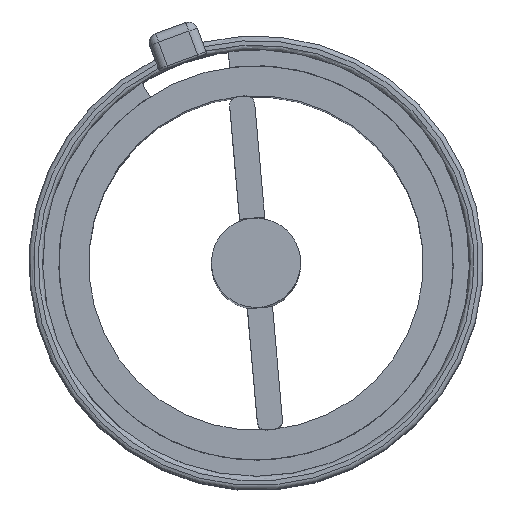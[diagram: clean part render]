
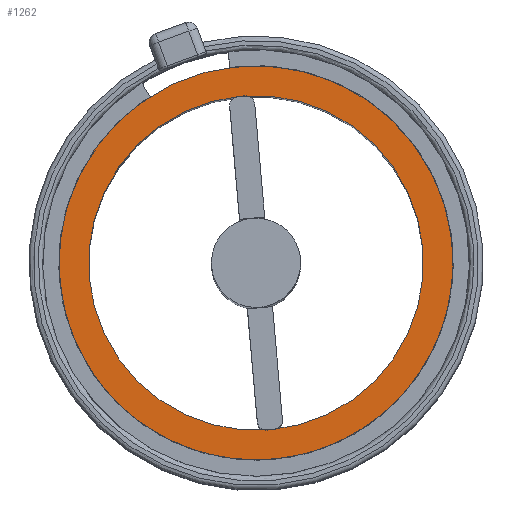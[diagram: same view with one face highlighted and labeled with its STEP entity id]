
A CAD part, top view. The second image highlights one B-rep face of the part: STEP entity #1262.
In plain terms, the highlighted planar face has unit normal (0, 0, 1).
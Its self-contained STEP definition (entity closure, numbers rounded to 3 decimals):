
#449=PLANE('',#1502);
#803=ORIENTED_EDGE('',*,*,#925,.T.);
#804=ORIENTED_EDGE('',*,*,#927,.F.);
#925=EDGE_CURVE('',#1001,#1001,#1051,.T.);
#927=EDGE_CURVE('',#1003,#1003,#1053,.T.);
#1001=VERTEX_POINT('',#2421);
#1003=VERTEX_POINT('',#2426);
#1051=CIRCLE('',#1497,21.5);
#1053=CIRCLE('',#1500,18.25);
#1115=EDGE_LOOP('',(#803));
#1116=EDGE_LOOP('',(#804));
#1179=FACE_BOUND('',#1115,.T.);
#1180=FACE_BOUND('',#1116,.T.);
#1262=ADVANCED_FACE('',(#1179,#1180),#449,.T.);
#1497=AXIS2_PLACEMENT_3D('',#2420,#1941,#1942);
#1500=AXIS2_PLACEMENT_3D('',#2425,#1947,#1948);
#1502=AXIS2_PLACEMENT_3D('',#2429,#1951,#1952);
#1941=DIRECTION('',(0.,0.,1.));
#1942=DIRECTION('',(1.,0.,0.));
#1947=DIRECTION('',(0.,0.,1.));
#1948=DIRECTION('',(1.,0.,0.));
#1951=DIRECTION('',(0.,0.,1.));
#1952=DIRECTION('',(1.,0.,0.));
#2420=CARTESIAN_POINT('',(0.,0.,82.));
#2421=CARTESIAN_POINT('',(21.5,0.,82.));
#2425=CARTESIAN_POINT('',(0.,0.,82.));
#2426=CARTESIAN_POINT('',(18.25,0.,82.));
#2429=CARTESIAN_POINT('',(0.,0.,82.));
